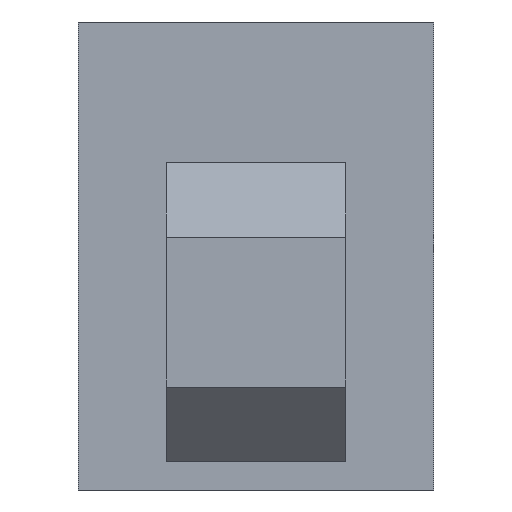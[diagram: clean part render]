
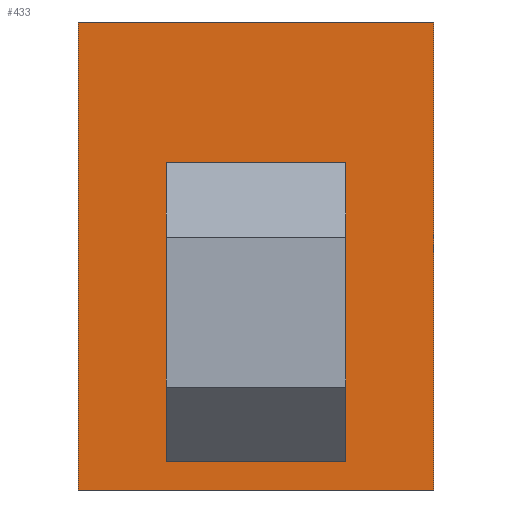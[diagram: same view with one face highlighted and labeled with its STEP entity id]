
A CAD part, front view. The second image highlights one B-rep face of the part: STEP entity #433.
In plain terms, the highlighted planar face has unit normal (0, -1, 0).
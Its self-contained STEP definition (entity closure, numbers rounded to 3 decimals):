
#2 = AXIS2_PLACEMENT_3D ( 'NONE', #1298, #699, #1178 ) ;
#31 = CARTESIAN_POINT ( 'NONE',  ( 4.4, 0., 12.5 ) ) ;
#32 = CARTESIAN_POINT ( 'NONE',  ( -0.45, 0., -7.85 ) ) ;
#37 = DIRECTION ( 'NONE',  ( 0., 0., -1. ) ) ;
#49 = DIRECTION ( 'NONE',  ( 0., 0., 1. ) ) ;
#67 = VERTEX_POINT ( 'NONE', #32 ) ;
#82 = ORIENTED_EDGE ( 'NONE', *, *, #492, .T. ) ;
#88 = DIRECTION ( 'NONE',  ( 0., 0., 1. ) ) ;
#165 = DIRECTION ( 'NONE',  ( -1., 0., 0. ) ) ;
#189 = DIRECTION ( 'NONE',  ( 1., 0., 0. ) ) ;
#212 = CARTESIAN_POINT ( 'NONE',  ( -0.45, 0., -3. ) ) ;
#218 = LINE ( 'NONE', #707, #1118 ) ;
#222 = EDGE_CURVE ( 'NONE', #467, #1288, #1045, .T. ) ;
#229 = CARTESIAN_POINT ( 'NONE',  ( -4.4, 0., -3. ) ) ;
#290 = LINE ( 'NONE', #31, #1188 ) ;
#291 = EDGE_CURVE ( 'NONE', #67, #892, #513, .T. ) ;
#312 = VECTOR ( 'NONE', #88, 1000. ) ;
#328 = AXIS2_PLACEMENT_3D ( 'NONE', #507, #1436, #628 ) ;
#336 = DIRECTION ( 'NONE',  ( -1., 0., 0. ) ) ;
#350 = VERTEX_POINT ( 'NONE', #229 ) ;
#368 = DIRECTION ( 'NONE',  ( -1., 0., 0. ) ) ;
#399 = LINE ( 'NONE', #662, #1372 ) ;
#400 = EDGE_CURVE ( 'NONE', #1322, #67, #1153, .T. ) ;
#426 = FACE_BOUND ( 'NONE', #748, .T. ) ;
#433 = ADVANCED_FACE ( 'NONE', ( #721, #426 ), #1406, .T. ) ;
#436 = ORIENTED_EDGE ( 'NONE', *, *, #1331, .T. ) ;
#439 = ORIENTED_EDGE ( 'NONE', *, *, #222, .T. ) ;
#454 = DIRECTION ( 'NONE',  ( -1., 0., 0. ) ) ;
#460 = CARTESIAN_POINT ( 'NONE',  ( 9.25, 0., -7.85 ) ) ;
#467 = VERTEX_POINT ( 'NONE', #609 ) ;
#492 = EDGE_CURVE ( 'NONE', #710, #1319, #218, .T. ) ;
#507 = CARTESIAN_POINT ( 'NONE',  ( 0.45, 0., -3. ) ) ;
#512 = VECTOR ( 'NONE', #368, 1000. ) ;
#513 = LINE ( 'NONE', #460, #919 ) ;
#533 = LINE ( 'NONE', #1057, #512 ) ;
#559 = ORIENTED_EDGE ( 'NONE', *, *, #1318, .T. ) ;
#567 = VECTOR ( 'NONE', #165, 1000. ) ;
#609 = CARTESIAN_POINT ( 'NONE',  ( -9.5, 0., 12.5 ) ) ;
#628 = DIRECTION ( 'NONE',  ( 1., 0., 0. ) ) ;
#649 = ORIENTED_EDGE ( 'NONE', *, *, #874, .T. ) ;
#662 = CARTESIAN_POINT ( 'NONE',  ( 9.25, 0., 1.85 ) ) ;
#699 = DIRECTION ( 'NONE',  ( 0., -1., 0. ) ) ;
#707 = CARTESIAN_POINT ( 'NONE',  ( 9.5, 0., 12.5 ) ) ;
#710 = VERTEX_POINT ( 'NONE', #891 ) ;
#721 = FACE_OUTER_BOUND ( 'NONE', #969, .T. ) ;
#734 = CARTESIAN_POINT ( 'NONE',  ( 4.4, 0., -3. ) ) ;
#748 = EDGE_LOOP ( 'NONE', ( #436, #921, #649, #1427, #1433, #1359 ) ) ;
#750 = CARTESIAN_POINT ( 'NONE',  ( 9.25, 0., 12.5 ) ) ;
#798 = EDGE_CURVE ( 'NONE', #710, #1288, #533, .T. ) ;
#874 = EDGE_CURVE ( 'NONE', #1104, #1322, #290, .T. ) ;
#891 = CARTESIAN_POINT ( 'NONE',  ( 9.5, 0., -12.5 ) ) ;
#892 = VERTEX_POINT ( 'NONE', #1198 ) ;
#912 = VERTEX_POINT ( 'NONE', #989 ) ;
#915 = LINE ( 'NONE', #750, #567 ) ;
#916 = DIRECTION ( 'NONE',  ( 0., 0., -1. ) ) ;
#919 = VECTOR ( 'NONE', #336, 1000. ) ;
#921 = ORIENTED_EDGE ( 'NONE', *, *, #1058, .T. ) ;
#968 = ORIENTED_EDGE ( 'NONE', *, *, #798, .F. ) ;
#969 = EDGE_LOOP ( 'NONE', ( #82, #559, #439, #968 ) ) ;
#970 = CARTESIAN_POINT ( 'NONE',  ( 9.5, 0., 12.5 ) ) ;
#973 = CARTESIAN_POINT ( 'NONE',  ( -9.5, 0., -12.5 ) ) ;
#989 = CARTESIAN_POINT ( 'NONE',  ( 0.45, 0., 1.85 ) ) ;
#1022 = AXIS2_PLACEMENT_3D ( 'NONE', #212, #1148, #454 ) ;
#1045 = LINE ( 'NONE', #1157, #1392 ) ;
#1057 = CARTESIAN_POINT ( 'NONE',  ( 9.25, 0., -12.5 ) ) ;
#1058 = EDGE_CURVE ( 'NONE', #912, #1104, #399, .T. ) ;
#1104 = VERTEX_POINT ( 'NONE', #1484 ) ;
#1108 = EDGE_CURVE ( 'NONE', #892, #350, #1237, .T. ) ;
#1118 = VECTOR ( 'NONE', #49, 1000. ) ;
#1148 = DIRECTION ( 'NONE',  ( 0., 1., 0. ) ) ;
#1153 = CIRCLE ( 'NONE', #1022, 4.85 ) ;
#1157 = CARTESIAN_POINT ( 'NONE',  ( -9.5, 0., 0. ) ) ;
#1178 = DIRECTION ( 'NONE',  ( 0., 0., -1. ) ) ;
#1188 = VECTOR ( 'NONE', #37, 1000. ) ;
#1198 = CARTESIAN_POINT ( 'NONE',  ( -4.4, 0., -7.85 ) ) ;
#1216 = CIRCLE ( 'NONE', #328, 4.85 ) ;
#1237 = LINE ( 'NONE', #1379, #312 ) ;
#1288 = VERTEX_POINT ( 'NONE', #973 ) ;
#1298 = CARTESIAN_POINT ( 'NONE',  ( 9.25, 0., 12.5 ) ) ;
#1318 = EDGE_CURVE ( 'NONE', #1319, #467, #915, .T. ) ;
#1319 = VERTEX_POINT ( 'NONE', #970 ) ;
#1322 = VERTEX_POINT ( 'NONE', #734 ) ;
#1331 = EDGE_CURVE ( 'NONE', #350, #912, #1216, .T. ) ;
#1359 = ORIENTED_EDGE ( 'NONE', *, *, #1108, .T. ) ;
#1372 = VECTOR ( 'NONE', #189, 1000. ) ;
#1379 = CARTESIAN_POINT ( 'NONE',  ( -4.4, 0., 12.5 ) ) ;
#1392 = VECTOR ( 'NONE', #916, 1000. ) ;
#1406 = PLANE ( 'NONE',  #2 ) ;
#1427 = ORIENTED_EDGE ( 'NONE', *, *, #400, .T. ) ;
#1433 = ORIENTED_EDGE ( 'NONE', *, *, #291, .T. ) ;
#1436 = DIRECTION ( 'NONE',  ( 0., 1., 0. ) ) ;
#1484 = CARTESIAN_POINT ( 'NONE',  ( 4.4, 0., 1.85 ) ) ;
